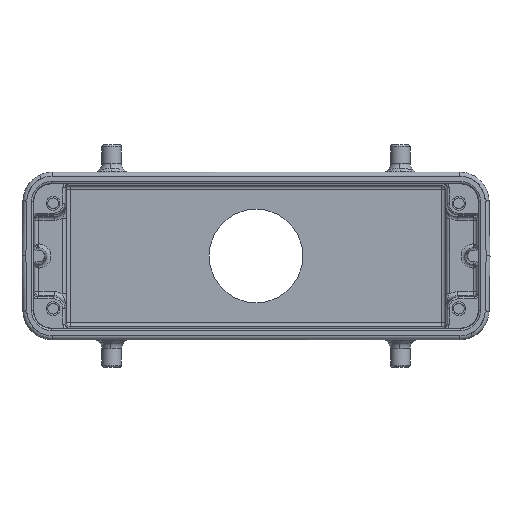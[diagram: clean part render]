
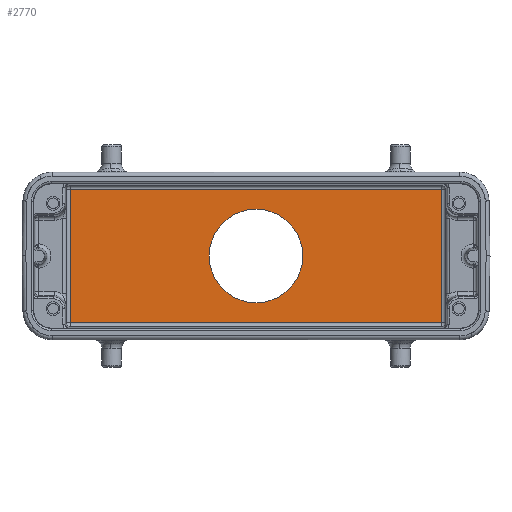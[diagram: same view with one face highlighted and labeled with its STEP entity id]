
A CAD part, front view. The second image highlights one B-rep face of the part: STEP entity #2770.
In plain terms, the highlighted planar face has unit normal (0, -1, 0).
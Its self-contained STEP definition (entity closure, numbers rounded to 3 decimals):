
#827=LINE('',#16605,#1393);
#828=LINE('',#16608,#1394);
#829=LINE('',#16610,#1395);
#830=LINE('',#16612,#1396);
#1393=VECTOR('',#10333,1.);
#1394=VECTOR('',#10334,1.);
#1395=VECTOR('',#10335,1.);
#1396=VECTOR('',#10336,1.);
#2770=ADVANCED_FACE('',(#3128,#3129),#3044,.F.);
#3044=PLANE('',#8667);
#3128=FACE_BOUND('',#3575,.T.);
#3129=FACE_BOUND('',#3576,.T.);
#3575=EDGE_LOOP('',(#5588,#5589,#5590));
#3576=EDGE_LOOP('',(#5591,#5592,#5593,#5594));
#5588=ORIENTED_EDGE('',*,*,#7747,.T.);
#5589=ORIENTED_EDGE('',*,*,#7745,.T.);
#5590=ORIENTED_EDGE('',*,*,#7748,.T.);
#5591=ORIENTED_EDGE('',*,*,#7749,.F.);
#5592=ORIENTED_EDGE('',*,*,#7750,.F.);
#5593=ORIENTED_EDGE('',*,*,#7751,.F.);
#5594=ORIENTED_EDGE('',*,*,#7752,.F.);
#6658=VERTEX_POINT('',#16593);
#6660=VERTEX_POINT('',#16597);
#6661=VERTEX_POINT('',#16602);
#6662=VERTEX_POINT('',#16606);
#6663=VERTEX_POINT('',#16607);
#6664=VERTEX_POINT('',#16609);
#6665=VERTEX_POINT('',#16611);
#7745=EDGE_CURVE('',#6658,#6660,#8092,.T.);
#7747=EDGE_CURVE('',#6661,#6658,#8094,.T.);
#7748=EDGE_CURVE('',#6660,#6661,#8095,.T.);
#7749=EDGE_CURVE('',#6662,#6663,#827,.T.);
#7750=EDGE_CURVE('',#6664,#6662,#828,.T.);
#7751=EDGE_CURVE('',#6665,#6664,#829,.T.);
#7752=EDGE_CURVE('',#6663,#6665,#830,.T.);
#8092=CIRCLE('',#8661,12.);
#8094=CIRCLE('',#8664,12.);
#8095=CIRCLE('',#8665,12.);
#8661=AXIS2_PLACEMENT_3D('',#16598,#10321,#10322);
#8664=AXIS2_PLACEMENT_3D('',#16601,#10327,#10328);
#8665=AXIS2_PLACEMENT_3D('',#16603,#10329,#10330);
#8667=AXIS2_PLACEMENT_3D('',#16613,#10337,#10338);
#10321=DIRECTION('',(0.,1.,0.));
#10322=DIRECTION('',(0.,0.,-1.));
#10327=DIRECTION('',(0.,1.,0.));
#10328=DIRECTION('',(1.,0.,0.));
#10329=DIRECTION('',(0.,1.,0.));
#10330=DIRECTION('',(0.,0.,1.));
#10333=DIRECTION('',(0.,0.,-1.));
#10334=DIRECTION('',(1.,0.,0.));
#10335=DIRECTION('',(0.,0.,1.));
#10336=DIRECTION('',(-1.,0.,0.));
#10337=DIRECTION('',(0.,1.,0.));
#10338=DIRECTION('',(-1.,0.,0.));
#16593=CARTESIAN_POINT('',(0.,28.9,-12.));
#16597=CARTESIAN_POINT('',(0.,28.9,12.));
#16598=CARTESIAN_POINT('',(0.,28.9,0.));
#16601=CARTESIAN_POINT('',(0.,28.9,0.));
#16602=CARTESIAN_POINT('',(12.,28.9,0.));
#16603=CARTESIAN_POINT('',(0.,28.9,0.));
#16605=CARTESIAN_POINT('',(47.635,28.9,17.135));
#16606=CARTESIAN_POINT('',(47.635,28.9,17.135));
#16607=CARTESIAN_POINT('',(47.635,28.9,-17.135));
#16608=CARTESIAN_POINT('',(-47.635,28.9,17.135));
#16609=CARTESIAN_POINT('',(-47.635,28.9,17.135));
#16610=CARTESIAN_POINT('',(-47.635,28.9,-17.135));
#16611=CARTESIAN_POINT('',(-47.635,28.9,-17.135));
#16612=CARTESIAN_POINT('',(47.635,28.9,-17.135));
#16613=CARTESIAN_POINT('',(-52.5,28.9,-14.));
